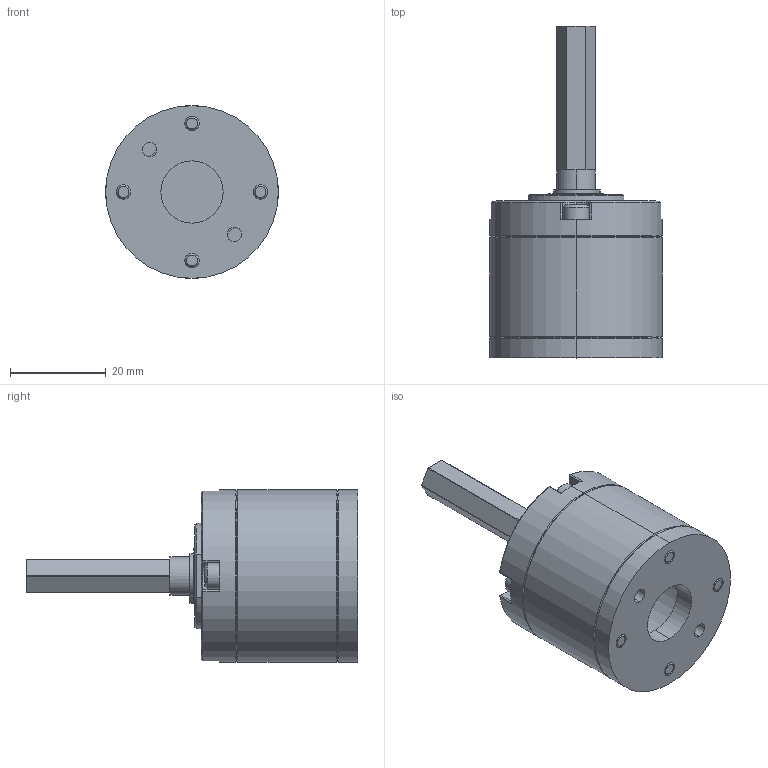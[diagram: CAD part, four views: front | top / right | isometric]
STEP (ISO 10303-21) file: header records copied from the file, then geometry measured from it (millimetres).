
FILE_DESCRIPTION (( 'STEP AP214' ), '1' );
FILE_NAME ('LR Planetary.STEP', '2020-05-27T22:37:33', ( '' ), ( '' ), 'SwSTEP 2.0', 'SolidWorks 2018', '' );
FILE_SCHEMA (( 'AUTOMOTIVE_DESIGN' ));
Length unit declared in the file: millimetre
Products named in the file (1): LR Planetary
Bounding box: 36 x 69.2 x 36 mm (x, y, z)
Volume: 25439.2 mm3; surface area: 15514.2 mm2
Topology: 11 solids, 11 shells, 273 faces, 652 edges, 417 vertices
Faces by surface type: cylinder 117, plane 104, cone 52
Entity records: 9084 total; most frequent: DIRECTION 1467, CARTESIAN_POINT 1447, ORIENTED_EDGE 1304, EDGE_CURVE 652, AXIS2_PLACEMENT_3D 571, VERTEX_POINT 417, EDGE_LOOP 337, VECTOR 325
